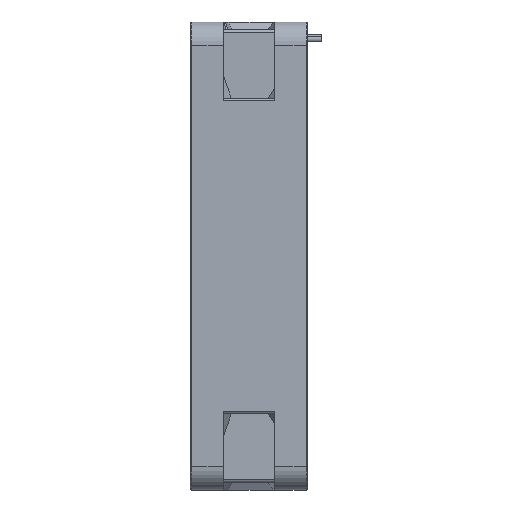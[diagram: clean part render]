
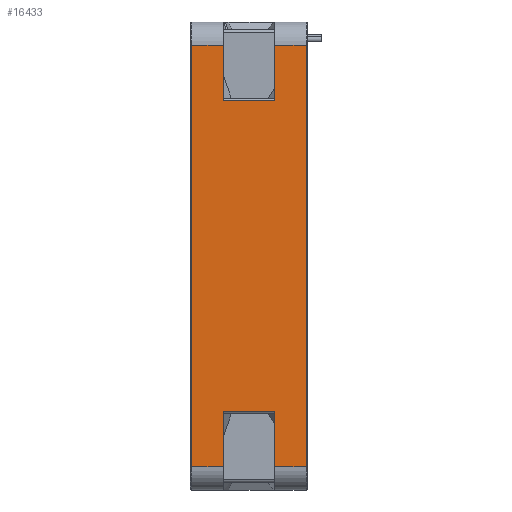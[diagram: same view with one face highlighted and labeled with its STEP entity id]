
A CAD part, left-side view. The second image highlights one B-rep face of the part: STEP entity #16433.
In plain terms, the highlighted planar face has unit normal (-1, 0, 0).
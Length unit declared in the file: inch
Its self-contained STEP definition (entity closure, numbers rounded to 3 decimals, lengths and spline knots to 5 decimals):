
#187 = DIRECTION ( 'NONE',  ( 0., -1., 0. ) ) ;
#1585 = EDGE_LOOP ( 'NONE', ( #18263, #13882, #9568, #5722, #7331, #5660, #12766, #6221, #7503, #6545, #2653, #22737 ) ) ;
#1587 = VERTEX_POINT ( 'NONE', #20260 ) ;
#1837 = VERTEX_POINT ( 'NONE', #13044 ) ;
#1960 = VECTOR ( 'NONE', #15818, 39.37008 ) ;
#2160 = CARTESIAN_POINT ( 'NONE',  ( -1.5748, 19685.03937, 1.04331 ) ) ;
#2184 = VECTOR ( 'NONE', #21523, 39.37008 ) ;
#2251 = CARTESIAN_POINT ( 'NONE',  ( -1.5748, -0.17224, 1.41732 ) ) ;
#2611 = CARTESIAN_POINT ( 'NONE',  ( -1.5748, -0.38583, -1.41732 ) ) ;
#2635 = VERTEX_POINT ( 'NONE', #11139 ) ;
#2653 = ORIENTED_EDGE ( 'NONE', *, *, #15997, .T. ) ;
#3812 = CARTESIAN_POINT ( 'NONE',  ( -1.5748, 0.3937, 1.41732 ) ) ;
#3908 = VECTOR ( 'NONE', #11138, 39.37008 ) ;
#4171 = CARTESIAN_POINT ( 'NONE',  ( -1.5748, -0.17224, -1.41732 ) ) ;
#4798 = CARTESIAN_POINT ( 'NONE',  ( -1.5748, 0.17224, -1.41732 ) ) ;
#5004 = EDGE_CURVE ( 'NONE', #12154, #1587, #13699, .T. ) ;
#5210 = EDGE_CURVE ( 'NONE', #1837, #20339, #21950, .T. ) ;
#5223 = VERTEX_POINT ( 'NONE', #7891 ) ;
#5317 = LINE ( 'NONE', #15715, #1960 ) ;
#5478 = LINE ( 'NONE', #19557, #20659 ) ;
#5535 = VECTOR ( 'NONE', #19467, 39.37008 ) ;
#5588 = VECTOR ( 'NONE', #12696, 39.37008 ) ;
#5629 = DIRECTION ( 'NONE',  ( 0., -1., 0. ) ) ;
#5660 = ORIENTED_EDGE ( 'NONE', *, *, #6406, .T. ) ;
#5722 = ORIENTED_EDGE ( 'NONE', *, *, #10889, .F. ) ;
#6221 = ORIENTED_EDGE ( 'NONE', *, *, #7607, .T. ) ;
#6406 = EDGE_CURVE ( 'NONE', #20339, #16701, #5478, .T. ) ;
#6545 = ORIENTED_EDGE ( 'NONE', *, *, #16307, .T. ) ;
#7000 = LINE ( 'NONE', #8753, #5535 ) ;
#7273 = DIRECTION ( 'NONE',  ( 0., -1., 0. ) ) ;
#7331 = ORIENTED_EDGE ( 'NONE', *, *, #5210, .T. ) ;
#7365 = LINE ( 'NONE', #19822, #17384 ) ;
#7458 = CARTESIAN_POINT ( 'NONE',  ( -1.5748, -0.17224, -1.41732 ) ) ;
#7503 = ORIENTED_EDGE ( 'NONE', *, *, #16513, .T. ) ;
#7607 = EDGE_CURVE ( 'NONE', #19146, #2635, #7365, .T. ) ;
#7608 = LINE ( 'NONE', #2160, #17322 ) ;
#7891 = CARTESIAN_POINT ( 'NONE',  ( -1.5748, -0.38583, 1.41732 ) ) ;
#8578 = VERTEX_POINT ( 'NONE', #4171 ) ;
#8753 = CARTESIAN_POINT ( 'NONE',  ( -1.5748, 0.3937, -1.41732 ) ) ;
#8810 = CARTESIAN_POINT ( 'NONE',  ( -1.5748, -0.17224, 1.04331 ) ) ;
#8952 = EDGE_CURVE ( 'NONE', #12350, #15386, #5317, .T. ) ;
#9568 = ORIENTED_EDGE ( 'NONE', *, *, #5004, .T. ) ;
#10835 = CARTESIAN_POINT ( 'NONE',  ( -1.5748, 0.3937, -1.41732 ) ) ;
#10889 = EDGE_CURVE ( 'NONE', #1837, #1587, #18100, .T. ) ;
#11138 = DIRECTION ( 'NONE',  ( 0., 0., -1. ) ) ;
#11139 = CARTESIAN_POINT ( 'NONE',  ( -1.5748, -0.17224, -1.04331 ) ) ;
#11191 = LINE ( 'NONE', #18216, #19880 ) ;
#11863 = DIRECTION ( 'NONE',  ( 0., 0., 1. ) ) ;
#12154 = VERTEX_POINT ( 'NONE', #18678 ) ;
#12350 = VERTEX_POINT ( 'NONE', #2251 ) ;
#12401 = VECTOR ( 'NONE', #11863, 39.37008 ) ;
#12584 = CARTESIAN_POINT ( 'NONE',  ( -1.5748, 0.17224, -1.41732 ) ) ;
#12673 = DIRECTION ( 'NONE',  ( 0., 0., -1. ) ) ;
#12696 = DIRECTION ( 'NONE',  ( 0., 0., 1. ) ) ;
#12766 = ORIENTED_EDGE ( 'NONE', *, *, #18079, .T. ) ;
#13005 = FACE_OUTER_BOUND ( 'NONE', #1585, .T. ) ;
#13044 = CARTESIAN_POINT ( 'NONE',  ( -1.5748, 0.38583, 1.41732 ) ) ;
#13699 = LINE ( 'NONE', #4798, #12401 ) ;
#13882 = ORIENTED_EDGE ( 'NONE', *, *, #13928, .F. ) ;
#13928 = EDGE_CURVE ( 'NONE', #12154, #15386, #7608, .T. ) ;
#14000 = LINE ( 'NONE', #3812, #21749 ) ;
#15376 = EDGE_CURVE ( 'NONE', #12350, #5223, #14000, .T. ) ;
#15386 = VERTEX_POINT ( 'NONE', #8810 ) ;
#15715 = CARTESIAN_POINT ( 'NONE',  ( -1.5748, -0.17224, -1.41732 ) ) ;
#15818 = DIRECTION ( 'NONE',  ( 0., 0., -1. ) ) ;
#15997 = EDGE_CURVE ( 'NONE', #22049, #5223, #11191, .T. ) ;
#16226 = LINE ( 'NONE', #7458, #2184 ) ;
#16307 = EDGE_CURVE ( 'NONE', #8578, #22049, #7000, .T. ) ;
#16368 = CARTESIAN_POINT ( 'NONE',  ( -1.5748, 0.3937, 1.41732 ) ) ;
#16433 = ADVANCED_FACE ( 'NONE', ( #13005 ), #21636, .F. ) ;
#16455 = DIRECTION ( 'NONE',  ( 1., 0., 0. ) ) ;
#16513 = EDGE_CURVE ( 'NONE', #2635, #8578, #16226, .T. ) ;
#16701 = VERTEX_POINT ( 'NONE', #21460 ) ;
#16959 = AXIS2_PLACEMENT_3D ( 'NONE', #10835, #16455, #12673 ) ;
#17322 = VECTOR ( 'NONE', #7273, 39.37008 ) ;
#17384 = VECTOR ( 'NONE', #5629, 39.37008 ) ;
#18079 = EDGE_CURVE ( 'NONE', #16701, #19146, #20054, .T. ) ;
#18100 = LINE ( 'NONE', #16368, #20911 ) ;
#18112 = CARTESIAN_POINT ( 'NONE',  ( -1.5748, 0.38583, -1.41732 ) ) ;
#18216 = CARTESIAN_POINT ( 'NONE',  ( -1.5748, -0.38583, -1.41732 ) ) ;
#18263 = ORIENTED_EDGE ( 'NONE', *, *, #8952, .T. ) ;
#18678 = CARTESIAN_POINT ( 'NONE',  ( -1.5748, 0.17224, 1.04331 ) ) ;
#19146 = VERTEX_POINT ( 'NONE', #20329 ) ;
#19293 = DIRECTION ( 'NONE',  ( 0., -1., 0. ) ) ;
#19467 = DIRECTION ( 'NONE',  ( 0., -1., 0. ) ) ;
#19557 = CARTESIAN_POINT ( 'NONE',  ( -1.5748, 0.3937, -1.41732 ) ) ;
#19822 = CARTESIAN_POINT ( 'NONE',  ( -1.5748, 19685.03937, -1.04331 ) ) ;
#19880 = VECTOR ( 'NONE', #20174, 39.37008 ) ;
#19885 = CARTESIAN_POINT ( 'NONE',  ( -1.5748, 0.38583, -1.41732 ) ) ;
#20054 = LINE ( 'NONE', #12584, #5588 ) ;
#20174 = DIRECTION ( 'NONE',  ( 0., 0., 1. ) ) ;
#20260 = CARTESIAN_POINT ( 'NONE',  ( -1.5748, 0.17224, 1.41732 ) ) ;
#20329 = CARTESIAN_POINT ( 'NONE',  ( -1.5748, 0.17224, -1.04331 ) ) ;
#20339 = VERTEX_POINT ( 'NONE', #18112 ) ;
#20659 = VECTOR ( 'NONE', #22784, 39.37008 ) ;
#20911 = VECTOR ( 'NONE', #187, 39.37008 ) ;
#21460 = CARTESIAN_POINT ( 'NONE',  ( -1.5748, 0.17224, -1.41732 ) ) ;
#21523 = DIRECTION ( 'NONE',  ( 0., 0., -1. ) ) ;
#21636 = PLANE ( 'NONE',  #16959 ) ;
#21749 = VECTOR ( 'NONE', #19293, 39.37008 ) ;
#21950 = LINE ( 'NONE', #19885, #3908 ) ;
#22049 = VERTEX_POINT ( 'NONE', #2611 ) ;
#22737 = ORIENTED_EDGE ( 'NONE', *, *, #15376, .F. ) ;
#22784 = DIRECTION ( 'NONE',  ( 0., -1., 0. ) ) ;
